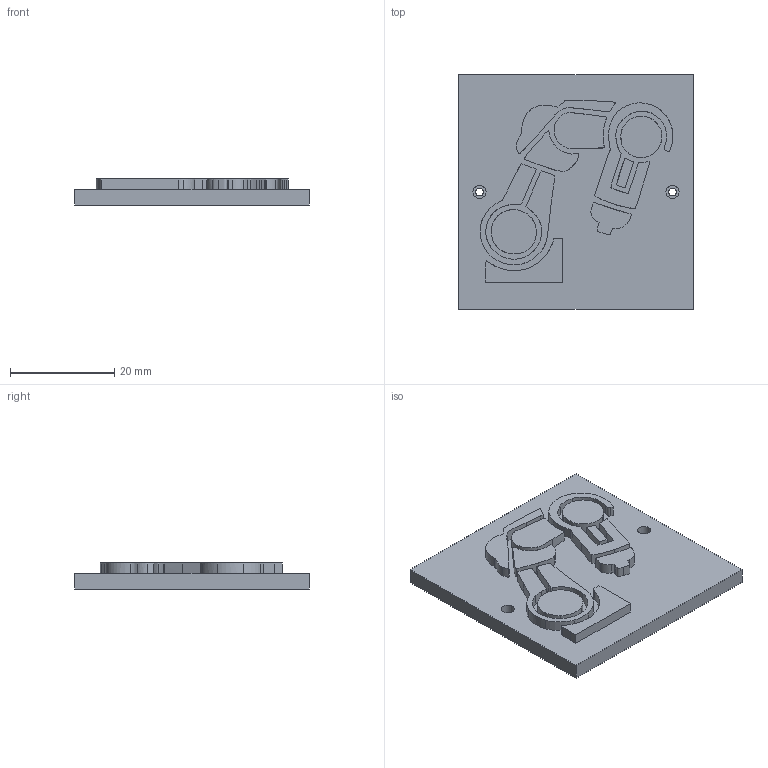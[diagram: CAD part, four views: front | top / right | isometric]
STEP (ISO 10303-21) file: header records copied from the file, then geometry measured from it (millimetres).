
FILE_DESCRIPTION(/* description */ (''),/* implementation_level */ '2;1');
FILE_NAME(/* name */ 'logo positive.step',/* time_stamp */ '2025-07-22T17:59:42+03:00',/* author */ (''),/* organization */ (''),/* preprocessor_version */ 'ST-DEVELOPER v20.1',/* originating_system */ 'Autodesk Translation Framework v14.10.0.0',/* authorisation */ '');
FILE_SCHEMA (('AUTOMOTIVE_DESIGN { 1 0 10303 214 3 1 1 }'));
Length unit declared in the file: millimetre
Products named in the file (1): logo positive
Bounding box: 45 x 45 x 5 mm (x, y, z)
Volume: 7111.2 mm3; surface area: 5493 mm2
Topology: 1 solids, 1 shells, 167 faces, 459 edges, 306 vertices
Faces by surface type: bspline 119, plane 44, cylinder 4
Full cylindrical faces by diameter (mm): 1.5 x2, 2.5 x2
Entity records: 5599 total; most frequent: CARTESIAN_POINT 2480, ORIENTED_EDGE 918, EDGE_CURVE 459, DIRECTION 327, VERTEX_POINT 306, LINE 213, VECTOR 213, EDGE_LOOP 183
